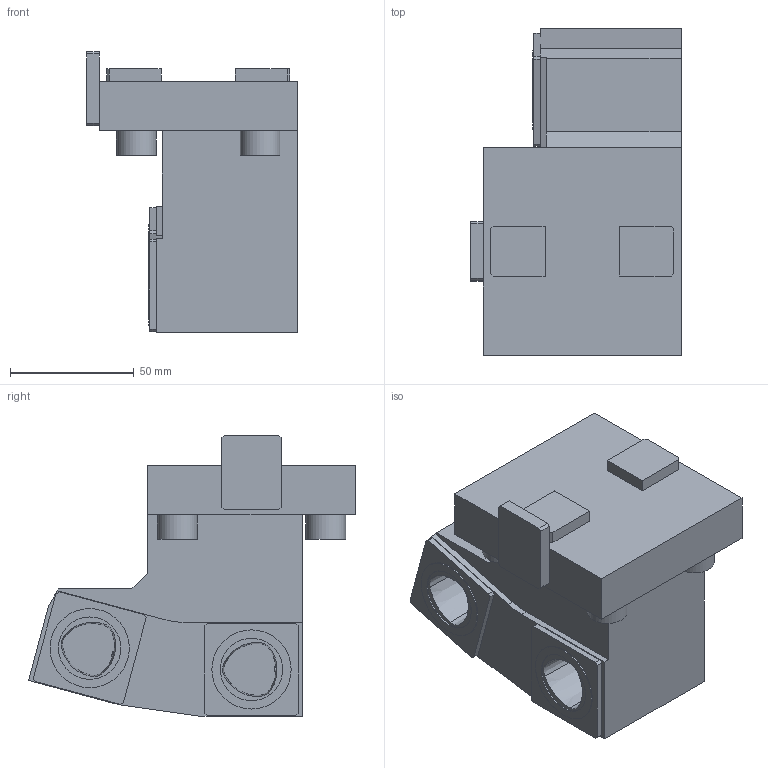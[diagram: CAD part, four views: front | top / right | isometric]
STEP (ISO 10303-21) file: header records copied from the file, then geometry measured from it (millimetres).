
FILE_DESCRIPTION(/* description */ (''),/* implementation_level */ '2;1');
FILE_NAME(/* name */ '1581655441782.stp',/* time_stamp */ '2020-02-14T10:14:10+06:00',/* author */ (''),/* organization */ ('SMS'),/* preprocessor_version */ 'ST-DEVELOPER v16.7',/* originating_system */ 'SIEMENS PLM Software NX 12.0',/* authorisation */ '');
FILE_SCHEMA (('AUTOMOTIVE_DESIGN { 1 0 10303 214 3 1 1 1 }'));
Length unit declared in the file: millimetre
Products named in the file (1): 202853324mod000_00
Bounding box: 85 x 132.07 x 113.5 mm (x, y, z)
Volume: 532013.3 mm3; surface area: 54200.5 mm2
Topology: 1 solids, 1 shells, 93 faces, 233 edges, 161 vertices
Faces by surface type: plane 71, cone 12, cylinder 10
Full cylindrical faces by diameter (mm): 2 x2, 16 x3, 25.2 x2, 32 x1, 32.013 x1
Entity records: 2854 total; most frequent: CARTESIAN_POINT 583, DIRECTION 453, ORIENTED_EDGE 434, EDGE_CURVE 217, LINE 173, VECTOR 173, VERTEX_POINT 150, AXIS2_PLACEMENT_3D 140
